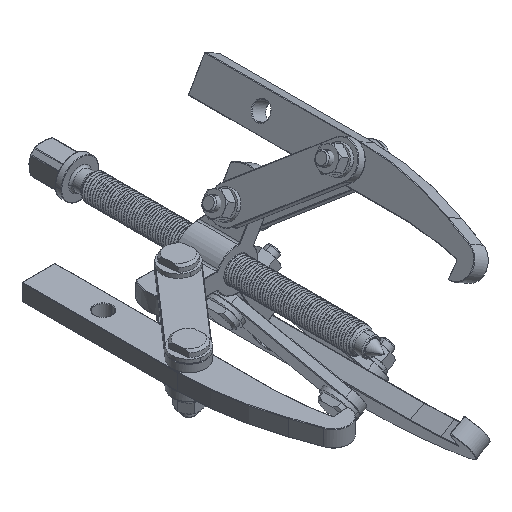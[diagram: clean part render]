
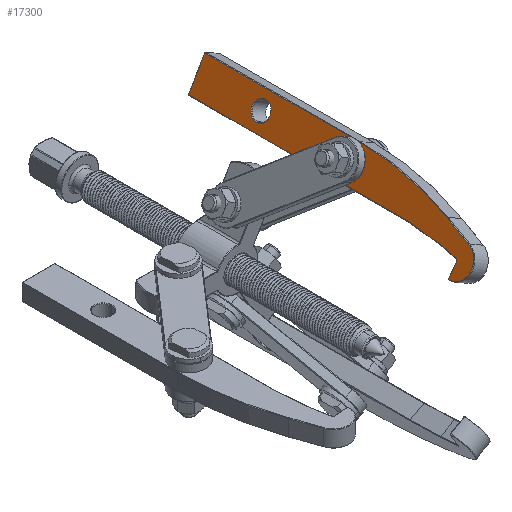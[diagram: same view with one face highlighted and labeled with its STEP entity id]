
A CAD part, isometric view. The second image highlights one B-rep face of the part: STEP entity #17300.
In plain terms, the highlighted free-form (B-spline) face has degree [1, 1] with [2, 2] control points.
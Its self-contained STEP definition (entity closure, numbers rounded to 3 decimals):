
#17300 = ADVANCED_FACE('',(#17301,#17387,#17409),#17431,.F.);
#17301 = FACE_BOUND('',#17302,.F.);
#17302 = EDGE_LOOP('',(#17303,#17312,#17319,#17326,#17334,#17341,#17351,
    #17359,#17366,#17374,#17381));
#17303 = ORIENTED_EDGE('',*,*,#17304,.F.);
#17304 = EDGE_CURVE('',#17305,#17307,#17309,.T.);
#17305 = VERTEX_POINT('',#17306);
#17306 = CARTESIAN_POINT('',(28.666,51.143,
    61.509));
#17307 = VERTEX_POINT('',#17308);
#17308 = CARTESIAN_POINT('',(28.666,-104.552,
    61.509));
#17309 = B_SPLINE_CURVE_WITH_KNOTS('',1,(#17310,#17311),.UNSPECIFIED.,
  .F.,.F.,(2,2),(0.,105.037),.PIECEWISE_BEZIER_KNOTS.);
#17310 = CARTESIAN_POINT('',(28.666,51.143,
    61.509));
#17311 = CARTESIAN_POINT('',(28.666,-104.552,
    61.509));
#17312 = ORIENTED_EDGE('',*,*,#17313,.F.);
#17313 = EDGE_CURVE('',#17314,#17305,#17316,.T.);
#17314 = VERTEX_POINT('',#17315);
#17315 = CARTESIAN_POINT('',(40.153,51.143,
    81.406));
#17316 = B_SPLINE_CURVE_WITH_KNOTS('',1,(#17317,#17318),.UNSPECIFIED.,
  .F.,.F.,(2,2),(0.,15.5),.PIECEWISE_BEZIER_KNOTS.);
#17317 = CARTESIAN_POINT('',(40.153,51.143,
    81.406));
#17318 = CARTESIAN_POINT('',(28.666,51.143,
    61.509));
#17319 = ORIENTED_EDGE('',*,*,#17320,.F.);
#17320 = EDGE_CURVE('',#17321,#17314,#17323,.T.);
#17321 = VERTEX_POINT('',#17322);
#17322 = CARTESIAN_POINT('',(40.153,-58.811,
    81.406));
#17323 = B_SPLINE_CURVE_WITH_KNOTS('',1,(#17324,#17325),.UNSPECIFIED.,
  .F.,.F.,(2,2),(0.,74.179),
  .PIECEWISE_BEZIER_KNOTS.);
#17324 = CARTESIAN_POINT('',(40.153,-58.811,
    81.406));
#17325 = CARTESIAN_POINT('',(40.153,51.143,
    81.406));
#17326 = ORIENTED_EDGE('',*,*,#17327,.F.);
#17327 = EDGE_CURVE('',#17328,#17321,#17330,.T.);
#17328 = VERTEX_POINT('',#17329);
#17329 = CARTESIAN_POINT('',(34.511,-126.252,
    71.632));
#17330 = ( BOUNDED_CURVE() B_SPLINE_CURVE(2,(#17331,#17332,#17333),
.UNSPECIFIED.,.F.,.F.) B_SPLINE_CURVE_WITH_KNOTS((3,3),(0.,
0.332),.PIECEWISE_BEZIER_KNOTS.) CURVE() 
GEOMETRIC_REPRESENTATION_ITEM() RATIONAL_B_SPLINE_CURVE((1.,
0.986,1.)) REPRESENTATION_ITEM('') );
#17331 = CARTESIAN_POINT('',(34.511,-126.252,
    71.632));
#17332 = CARTESIAN_POINT('',(40.153,-93.476,
    81.406));
#17333 = CARTESIAN_POINT('',(40.153,-58.811,
    81.406));
#17334 = ORIENTED_EDGE('',*,*,#17335,.F.);
#17335 = EDGE_CURVE('',#17336,#17328,#17338,.T.);
#17336 = VERTEX_POINT('',#17337);
#17337 = CARTESIAN_POINT('',(31.338,-144.682,
    66.137));
#17338 = B_SPLINE_CURVE_WITH_KNOTS('',1,(#17339,#17340),.UNSPECIFIED.,
  .F.,.F.,(2,2),(0.,13.15),
  .PIECEWISE_BEZIER_KNOTS.);
#17339 = CARTESIAN_POINT('',(31.338,-144.682,
    66.137));
#17340 = CARTESIAN_POINT('',(34.511,-126.252,
    71.632));
#17341 = ORIENTED_EDGE('',*,*,#17342,.F.);
#17342 = EDGE_CURVE('',#17343,#17336,#17345,.T.);
#17343 = VERTEX_POINT('',#17344);
#17344 = CARTESIAN_POINT('',(20.884,-141.014,
    48.031));
#17345 = ( BOUNDED_CURVE() B_SPLINE_CURVE(2,(#17346,#17347,#17348,#17349
,#17350),.UNSPECIFIED.,.F.,.F.) B_SPLINE_CURVE_WITH_KNOTS((3,2,3),(0.,
1.413,2.826),.PIECEWISE_BEZIER_KNOTS.) CURVE() 
GEOMETRIC_REPRESENTATION_ITEM() RATIONAL_B_SPLINE_CURVE((1.,
0.761,1.,0.761,1.)) REPRESENTATION_ITEM('') );
#17346 = CARTESIAN_POINT('',(20.884,-141.014,
    48.031));
#17347 = CARTESIAN_POINT('',(20.812,-150.183,
    47.906));
#17348 = CARTESIAN_POINT('',(25.328,-151.768,
    55.728));
#17349 = CARTESIAN_POINT('',(29.845,-153.353,
    63.551));
#17350 = CARTESIAN_POINT('',(31.338,-144.682,
    66.137));
#17351 = ORIENTED_EDGE('',*,*,#17352,.F.);
#17352 = EDGE_CURVE('',#17353,#17343,#17355,.T.);
#17353 = VERTEX_POINT('',#17354);
#17354 = CARTESIAN_POINT('',(21.086,-140.651,
    48.38));
#17355 = ( BOUNDED_CURVE() B_SPLINE_CURVE(2,(#17356,#17357,#17358),
.UNSPECIFIED.,.F.,.F.) B_SPLINE_CURVE_WITH_KNOTS((3,3),(0.,
1.642),.PIECEWISE_BEZIER_KNOTS.) CURVE() 
GEOMETRIC_REPRESENTATION_ITEM() RATIONAL_B_SPLINE_CURVE((1.,
0.681,1.)) REPRESENTATION_ITEM('') );
#17356 = CARTESIAN_POINT('',(21.086,-140.651,
    48.38));
#17357 = CARTESIAN_POINT('',(20.888,-140.616,
    48.037));
#17358 = CARTESIAN_POINT('',(20.884,-141.014,
    48.031));
#17359 = ORIENTED_EDGE('',*,*,#17360,.F.);
#17360 = EDGE_CURVE('',#17361,#17353,#17363,.T.);
#17361 = VERTEX_POINT('',#17362);
#17362 = CARTESIAN_POINT('',(25.903,-141.493,
    56.723));
#17363 = B_SPLINE_CURVE_WITH_KNOTS('',1,(#17364,#17365),.UNSPECIFIED.,
  .F.,.F.,(2,2),(0.,6.524),
  .PIECEWISE_BEZIER_KNOTS.);
#17364 = CARTESIAN_POINT('',(25.903,-141.493,
    56.723));
#17365 = CARTESIAN_POINT('',(21.086,-140.651,
    48.38));
#17366 = ORIENTED_EDGE('',*,*,#17367,.F.);
#17367 = EDGE_CURVE('',#17368,#17361,#17370,.T.);
#17368 = VERTEX_POINT('',#17369);
#17369 = CARTESIAN_POINT('',(26.498,-140.579,
    57.755));
#17370 = ( BOUNDED_CURVE() B_SPLINE_CURVE(2,(#17371,#17372,#17373),
.UNSPECIFIED.,.F.,.F.) B_SPLINE_CURVE_WITH_KNOTS((3,3),(6.283,
7.767),.PIECEWISE_BEZIER_KNOTS.) CURVE() 
GEOMETRIC_REPRESENTATION_ITEM() RATIONAL_B_SPLINE_CURVE((1.,
0.737,1.)) REPRESENTATION_ITEM('') );
#17371 = CARTESIAN_POINT('',(26.498,-140.579,
    57.755));
#17372 = CARTESIAN_POINT('',(26.41,-141.582,
    57.602));
#17373 = CARTESIAN_POINT('',(25.903,-141.493,
    56.723));
#17374 = ORIENTED_EDGE('',*,*,#17375,.F.);
#17375 = EDGE_CURVE('',#17376,#17368,#17378,.T.);
#17376 = VERTEX_POINT('',#17377);
#17377 = CARTESIAN_POINT('',(27.672,-127.267,
    59.788));
#17378 = B_SPLINE_CURVE_WITH_KNOTS('',1,(#17379,#17380),.UNSPECIFIED.,
  .F.,.F.,(2,2),(0.,9.119),
  .PIECEWISE_BEZIER_KNOTS.);
#17379 = CARTESIAN_POINT('',(27.672,-127.267,
    59.788));
#17380 = CARTESIAN_POINT('',(26.498,-140.579,
    57.755));
#17381 = ORIENTED_EDGE('',*,*,#17382,.F.);
#17382 = EDGE_CURVE('',#17307,#17376,#17383,.T.);
#17383 = ( BOUNDED_CURVE() B_SPLINE_CURVE(2,(#17384,#17385,#17386),
.UNSPECIFIED.,.F.,.F.) B_SPLINE_CURVE_WITH_KNOTS((3,3),(0.,
0.175),.PIECEWISE_BEZIER_KNOTS.) CURVE() 
GEOMETRIC_REPRESENTATION_ITEM() RATIONAL_B_SPLINE_CURVE((1.,
0.996,1.)) REPRESENTATION_ITEM('') );
#17384 = CARTESIAN_POINT('',(28.666,-104.552,
    61.509));
#17385 = CARTESIAN_POINT('',(28.666,-115.997,
    61.509));
#17386 = CARTESIAN_POINT('',(27.672,-127.267,
    59.788));
#17387 = FACE_BOUND('',#17388,.F.);
#17388 = EDGE_LOOP('',(#17389,#17401));
#17389 = ORIENTED_EDGE('',*,*,#17390,.F.);
#17390 = EDGE_CURVE('',#17391,#17393,#17395,.T.);
#17391 = VERTEX_POINT('',#17392);
#17392 = CARTESIAN_POINT('',(31.26,-55.211,
    66.002));
#17393 = VERTEX_POINT('',#17394);
#17394 = CARTESIAN_POINT('',(37.559,-55.211,
    76.913));
#17395 = ( BOUNDED_CURVE() B_SPLINE_CURVE(2,(#17396,#17397,#17398,#17399
,#17400),.UNSPECIFIED.,.F.,.F.) B_SPLINE_CURVE_WITH_KNOTS((3,2,3),(0.,
1.571,3.142),.PIECEWISE_BEZIER_KNOTS.) CURVE() 
GEOMETRIC_REPRESENTATION_ITEM() RATIONAL_B_SPLINE_CURVE((1.,
0.707,1.,0.707,1.)) REPRESENTATION_ITEM('') );
#17396 = CARTESIAN_POINT('',(31.26,-55.211,
    66.002));
#17397 = CARTESIAN_POINT('',(31.26,-48.911,
    66.002));
#17398 = CARTESIAN_POINT('',(34.41,-48.911,
    71.457));
#17399 = CARTESIAN_POINT('',(37.559,-48.911,
    76.913));
#17400 = CARTESIAN_POINT('',(37.559,-55.211,
    76.913));
#17401 = ORIENTED_EDGE('',*,*,#17402,.F.);
#17402 = EDGE_CURVE('',#17393,#17391,#17403,.T.);
#17403 = ( BOUNDED_CURVE() B_SPLINE_CURVE(2,(#17404,#17405,#17406,#17407
,#17408),.UNSPECIFIED.,.F.,.F.) B_SPLINE_CURVE_WITH_KNOTS((3,2,3),(0.,
1.571,3.142),.PIECEWISE_BEZIER_KNOTS.) CURVE() 
GEOMETRIC_REPRESENTATION_ITEM() RATIONAL_B_SPLINE_CURVE((1.,
0.707,1.,0.707,1.)) REPRESENTATION_ITEM('') );
#17404 = CARTESIAN_POINT('',(37.559,-55.211,
    76.913));
#17405 = CARTESIAN_POINT('',(37.559,-61.511,
    76.913));
#17406 = CARTESIAN_POINT('',(34.41,-61.511,
    71.457));
#17407 = CARTESIAN_POINT('',(31.26,-61.511,
    66.002));
#17408 = CARTESIAN_POINT('',(31.26,-55.211,
    66.002));
#17409 = FACE_BOUND('',#17410,.F.);
#17410 = EDGE_LOOP('',(#17411,#17423));
#17411 = ORIENTED_EDGE('',*,*,#17412,.F.);
#17412 = EDGE_CURVE('',#17413,#17415,#17417,.T.);
#17413 = VERTEX_POINT('',#17414);
#17414 = CARTESIAN_POINT('',(31.26,5.562,
    66.002));
#17415 = VERTEX_POINT('',#17416);
#17416 = CARTESIAN_POINT('',(37.559,5.562,
    76.913));
#17417 = ( BOUNDED_CURVE() B_SPLINE_CURVE(2,(#17418,#17419,#17420,#17421
,#17422),.UNSPECIFIED.,.F.,.F.) B_SPLINE_CURVE_WITH_KNOTS((3,2,3),(0.,
1.571,3.142),.PIECEWISE_BEZIER_KNOTS.) CURVE() 
GEOMETRIC_REPRESENTATION_ITEM() RATIONAL_B_SPLINE_CURVE((1.,
0.707,1.,0.707,1.)) REPRESENTATION_ITEM('') );
#17418 = CARTESIAN_POINT('',(31.26,5.562,
    66.002));
#17419 = CARTESIAN_POINT('',(31.26,11.862,
    66.002));
#17420 = CARTESIAN_POINT('',(34.41,11.862,
    71.457));
#17421 = CARTESIAN_POINT('',(37.559,11.862,
    76.913));
#17422 = CARTESIAN_POINT('',(37.559,5.562,
    76.913));
#17423 = ORIENTED_EDGE('',*,*,#17424,.F.);
#17424 = EDGE_CURVE('',#17415,#17413,#17425,.T.);
#17425 = ( BOUNDED_CURVE() B_SPLINE_CURVE(2,(#17426,#17427,#17428,#17429
,#17430),.UNSPECIFIED.,.F.,.F.) B_SPLINE_CURVE_WITH_KNOTS((3,2,3),(0.,
1.571,3.142),.PIECEWISE_BEZIER_KNOTS.) CURVE() 
GEOMETRIC_REPRESENTATION_ITEM() RATIONAL_B_SPLINE_CURVE((1.,
0.707,1.,0.707,1.)) REPRESENTATION_ITEM('') );
#17426 = CARTESIAN_POINT('',(37.559,5.562,
    76.913));
#17427 = CARTESIAN_POINT('',(37.559,-0.737,
    76.913));
#17428 = CARTESIAN_POINT('',(34.41,-0.737,
    71.457));
#17429 = CARTESIAN_POINT('',(31.26,-0.737,
    66.002));
#17430 = CARTESIAN_POINT('',(31.26,5.562,
    66.002));
#17431 = B_SPLINE_SURFACE_WITH_KNOTS('',1,1,(
    (#17432,#17433)
    ,(#17434,#17435
    )),.UNSPECIFIED.,.F.,.F.,.F.,(2,2),(2,2),(-7.75,18.25),(-137.25,
    -0.25),.PIECEWISE_BEZIER_KNOTS.);
#17432 = CARTESIAN_POINT('',(40.153,-151.93,
    81.406));
#17433 = CARTESIAN_POINT('',(40.153,51.143,
    81.406));
#17434 = CARTESIAN_POINT('',(20.884,-151.93,
    48.03));
#17435 = CARTESIAN_POINT('',(20.884,51.143,
    48.03));
